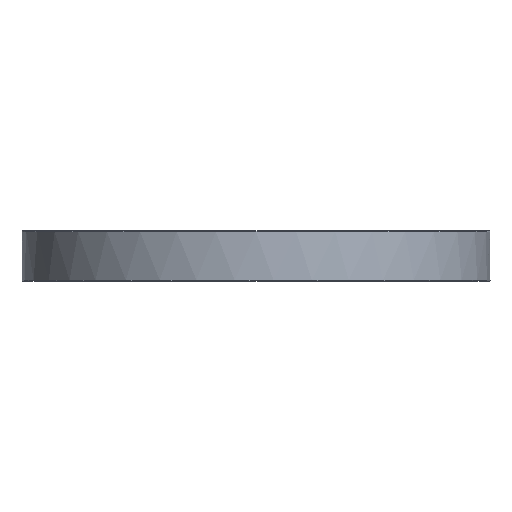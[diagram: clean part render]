
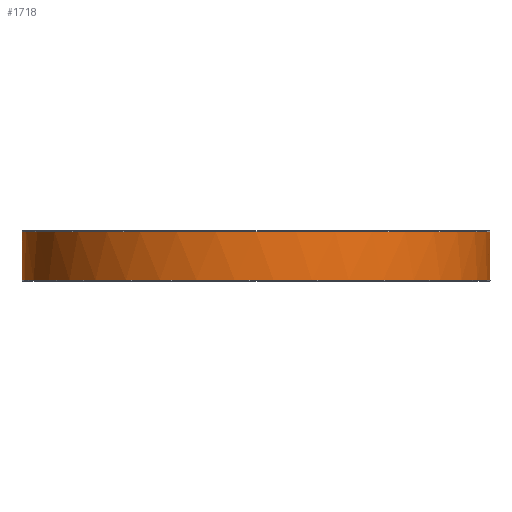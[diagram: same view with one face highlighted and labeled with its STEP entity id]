
A CAD part, front view. The second image highlights one B-rep face of the part: STEP entity #1718.
In plain terms, the highlighted cylindrical face has radius 101.5 mm (diameter 203 mm), a full revolution.
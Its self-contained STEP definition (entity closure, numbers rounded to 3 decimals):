
#1331=CARTESIAN_POINT('',(101.486,-1.658,21.5));
#1332=VERTEX_POINT('',#1331);
#1348=CARTESIAN_POINT('',(101.486,1.658,21.5));
#1349=VERTEX_POINT('',#1348);
#1350=CARTESIAN_POINT('',(101.486,1.658,21.5));
#1351=CARTESIAN_POINT('',(101.491,1.397,21.327));
#1352=CARTESIAN_POINT('',(101.494,1.103,21.192));
#1353=CARTESIAN_POINT('',(101.497,0.799,21.108));
#1354=CARTESIAN_POINT('',(101.498,0.592,21.051));
#1355=CARTESIAN_POINT('',(101.499,0.38,21.017));
#1356=CARTESIAN_POINT('',(101.5,0.173,21.005));
#1357=CARTESIAN_POINT('',(101.5,-0.003,20.995));
#1358=CARTESIAN_POINT('',(101.5,-0.175,21.));
#1359=CARTESIAN_POINT('',(101.499,-0.353,21.021));
#1360=CARTESIAN_POINT('',(101.498,-0.747,21.068));
#1361=CARTESIAN_POINT('',(101.494,-1.148,21.199));
#1362=CARTESIAN_POINT('',(101.489,-1.499,21.401));
#1363=CARTESIAN_POINT('',(101.488,-1.553,21.433));
#1364=CARTESIAN_POINT('',(101.487,-1.606,21.466));
#1365=CARTESIAN_POINT('',(101.486,-1.658,21.5));
#1366=B_SPLINE_CURVE_WITH_KNOTS('',3,(#1350,#1351,#1352,#1353,#1354,#1355,#1356,#1357,#1358,#1359,#1360,#1361,#1362,#1363,#1364,#1365),.UNSPECIFIED.,.F.,.U.,(4,3,3,3,3,4),(1.188,1.278,1.339,1.391,1.506,1.524),.UNSPECIFIED.);
#1367=EDGE_CURVE('',#1349,#1332,#1366,.T.);
#1546=CARTESIAN_POINT('',(-101.486,1.658,21.5));
#1547=VERTEX_POINT('',#1546);
#1548=CARTESIAN_POINT('',(0.0,0.0,21.5));
#1549=DIRECTION('',(0.0,0.0,1.0));
#1550=DIRECTION('',(-1.0,0.0,0.0));
#1551=AXIS2_PLACEMENT_3D('',#1548,#1549,#1550);
#1552=CIRCLE('',#1551,101.5);
#1553=EDGE_CURVE('',#1349,#1547,#1552,.T.);
#1581=CARTESIAN_POINT('',(-101.486,-1.658,21.5));
#1582=VERTEX_POINT('',#1581);
#1583=CARTESIAN_POINT('',(-101.486,-1.658,21.5));
#1584=CARTESIAN_POINT('',(-101.492,-1.323,21.278));
#1585=CARTESIAN_POINT('',(-101.496,-0.932,21.12));
#1586=CARTESIAN_POINT('',(-101.499,-0.538,21.049));
#1587=CARTESIAN_POINT('',(-101.5,-0.363,21.017));
#1588=CARTESIAN_POINT('',(-101.5,-0.188,21.001));
#1589=CARTESIAN_POINT('',(-101.5,-0.018,21.));
#1590=CARTESIAN_POINT('',(-101.5,0.156,20.999));
#1591=CARTESIAN_POINT('',(-101.5,0.334,21.013));
#1592=CARTESIAN_POINT('',(-101.499,0.513,21.044));
#1593=CARTESIAN_POINT('',(-101.497,0.916,21.114));
#1594=CARTESIAN_POINT('',(-101.492,1.316,21.273));
#1595=CARTESIAN_POINT('',(-101.486,1.658,21.5));
#1596=B_SPLINE_CURVE_WITH_KNOTS('',3,(#1583,#1584,#1585,#1586,#1587,#1588,#1589,#1590,#1591,#1592,#1593,#1594,#1595),.UNSPECIFIED.,.F.,.U.,(4,3,3,3,4),(0.284,0.399,0.45,0.502,0.62),.UNSPECIFIED.);
#1597=EDGE_CURVE('',#1582,#1547,#1596,.T.);
#1683=CARTESIAN_POINT('',(101.5,0.,0.5));
#1684=VERTEX_POINT('',#1683);
#1685=CARTESIAN_POINT('',(0.0,0.0,0.5));
#1686=DIRECTION('',(0.0,0.0,-1.0));
#1687=DIRECTION('',(-1.0,0.0,0.0));
#1688=AXIS2_PLACEMENT_3D('',#1685,#1686,#1687);
#1689=CIRCLE('',#1688,101.5);
#1690=EDGE_CURVE('',#1684,#1684,#1689,.T.);
#1698=CARTESIAN_POINT('',(0.0,0.0,0.0));
#1699=DIRECTION('',(0.0,0.0,1.0));
#1700=DIRECTION('',(-1.0,0.0,0.0));
#1701=AXIS2_PLACEMENT_3D('',#1698,#1699,#1700);
#1702=CYLINDRICAL_SURFACE('',#1701,101.5);
#1703=ORIENTED_EDGE('',*,*,#1367,.T.);
#1704=CARTESIAN_POINT('',(0.0,0.0,21.5));
#1705=DIRECTION('',(0.0,0.0,1.0));
#1706=DIRECTION('',(-1.0,0.0,0.0));
#1707=AXIS2_PLACEMENT_3D('',#1704,#1705,#1706);
#1708=CIRCLE('',#1707,101.5);
#1709=EDGE_CURVE('',#1582,#1332,#1708,.T.);
#1710=ORIENTED_EDGE('',*,*,#1709,.F.);
#1711=ORIENTED_EDGE('',*,*,#1597,.T.);
#1712=ORIENTED_EDGE('',*,*,#1553,.F.);
#1713=EDGE_LOOP('',(#1703,#1710,#1711,#1712));
#1714=FACE_OUTER_BOUND('',#1713,.T.);
#1715=ORIENTED_EDGE('',*,*,#1690,.F.);
#1716=EDGE_LOOP('',(#1715));
#1717=FACE_BOUND('',#1716,.T.);
#1718=ADVANCED_FACE('',(#1714,#1717),#1702,.T.);
